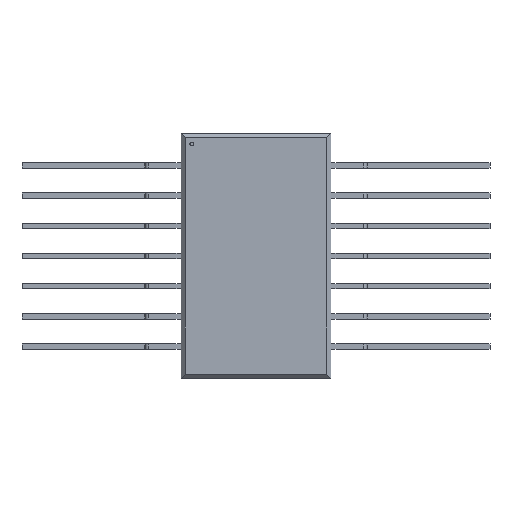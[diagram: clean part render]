
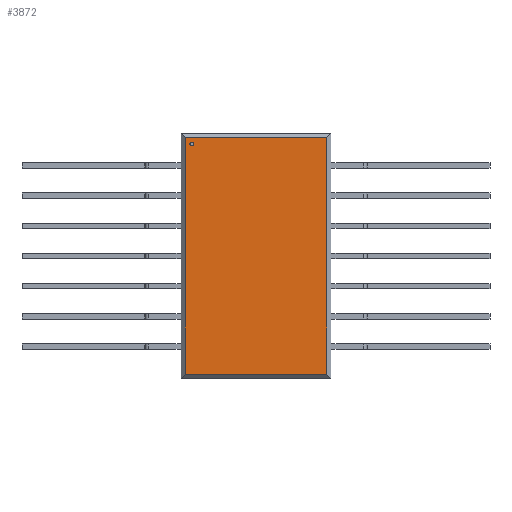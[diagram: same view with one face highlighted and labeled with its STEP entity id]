
A CAD part, top view. The second image highlights one B-rep face of the part: STEP entity #3872.
In plain terms, the highlighted planar face has unit normal (0, 0, 1).
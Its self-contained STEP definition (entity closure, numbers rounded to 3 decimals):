
#21=FACE_BOUND('',#592,.T.);
#142=CIRCLE('',#4174,0.15);
#390=FACE_OUTER_BOUND('',#591,.T.);
#591=EDGE_LOOP('',(#3315,#3316,#3317,#3318));
#592=EDGE_LOOP('',(#3319));
#996=LINE('',#6250,#1409);
#1001=LINE('',#6260,#1414);
#1003=LINE('',#6264,#1416);
#1006=LINE('',#6269,#1419);
#1409=VECTOR('',#5179,1.);
#1414=VECTOR('',#5186,1.);
#1416=VECTOR('',#5190,1.);
#1419=VECTOR('',#5195,1.);
#1766=VERTEX_POINT('',#6243);
#1767=VERTEX_POINT('',#6248);
#1768=VERTEX_POINT('',#6249);
#1772=VERTEX_POINT('',#6259);
#1773=VERTEX_POINT('',#6263);
#2285=EDGE_CURVE('',#1766,#1766,#142,.T.);
#2286=EDGE_CURVE('',#1767,#1768,#996,.T.);
#2291=EDGE_CURVE('',#1768,#1772,#1001,.T.);
#2293=EDGE_CURVE('',#1773,#1767,#1003,.T.);
#2296=EDGE_CURVE('',#1772,#1773,#1006,.T.);
#3315=ORIENTED_EDGE('',*,*,#2286,.F.);
#3316=ORIENTED_EDGE('',*,*,#2293,.F.);
#3317=ORIENTED_EDGE('',*,*,#2296,.F.);
#3318=ORIENTED_EDGE('',*,*,#2291,.F.);
#3319=ORIENTED_EDGE('',*,*,#2285,.T.);
#3493=PLANE('',#4182);
#3872=ADVANCED_FACE('',(#390,#21),#3493,.T.);
#4174=AXIS2_PLACEMENT_3D('',#6245,#5173,#5174);
#4182=AXIS2_PLACEMENT_3D('',#6281,#5206,#5207);
#5173=DIRECTION('center_axis',(0.,0.,-1.));
#5174=DIRECTION('ref_axis',(1.,0.,0.));
#5179=DIRECTION('',(0.,-1.,0.));
#5186=DIRECTION('',(-1.,0.,0.));
#5190=DIRECTION('',(1.,0.,0.));
#5195=DIRECTION('',(0.,1.,0.));
#5206=DIRECTION('center_axis',(0.,0.,1.));
#5207=DIRECTION('ref_axis',(1.,0.,0.));
#6243=CARTESIAN_POINT('',(-5.563,9.413,3.683));
#6245=CARTESIAN_POINT('Origin',(-5.413,9.413,3.683));
#6248=CARTESIAN_POINT('',(5.932,9.932,3.683));
#6249=CARTESIAN_POINT('',(5.932,-9.932,3.683));
#6250=CARTESIAN_POINT('',(5.932,0.,3.683));
#6259=CARTESIAN_POINT('',(-5.932,-9.932,3.683));
#6260=CARTESIAN_POINT('',(0.,-9.932,3.683));
#6263=CARTESIAN_POINT('',(-5.932,9.932,3.683));
#6264=CARTESIAN_POINT('',(0.,9.932,3.683));
#6269=CARTESIAN_POINT('',(-5.932,0.,3.683));
#6281=CARTESIAN_POINT('Origin',(0.,0.,3.683));
